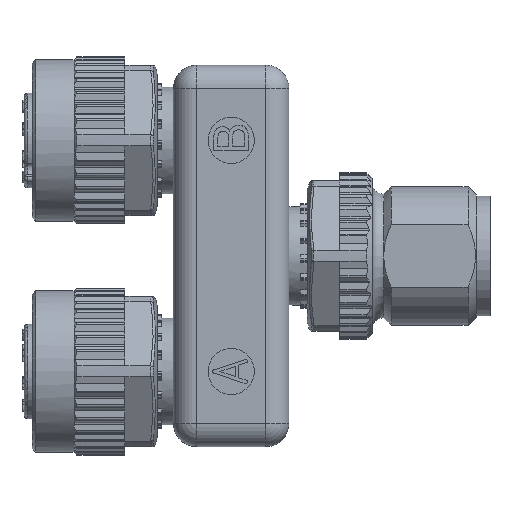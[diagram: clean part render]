
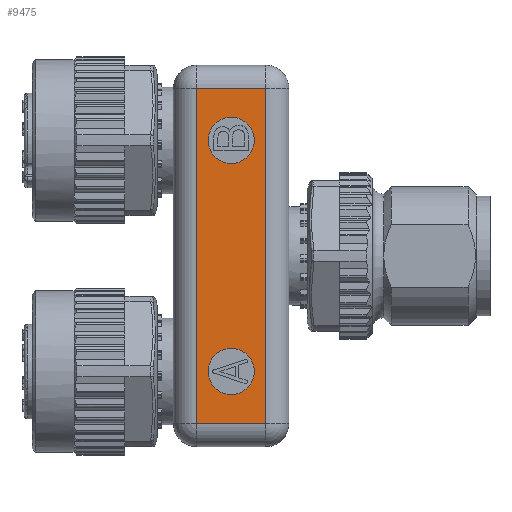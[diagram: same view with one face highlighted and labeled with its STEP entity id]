
A CAD part, top view. The second image highlights one B-rep face of the part: STEP entity #9475.
In plain terms, the highlighted planar face has unit normal (0, 0, 1).
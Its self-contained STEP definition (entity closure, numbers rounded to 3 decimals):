
#2095=PLANE('',#31709);
#5413=LINE('',#51504,#7629);
#5421=LINE('',#51544,#7637);
#5429=LINE('',#51570,#7645);
#5430=LINE('',#51572,#7646);
#7629=VECTOR('',#37501,1.);
#7637=VECTOR('',#37549,1.);
#7645=VECTOR('',#37583,1.);
#7646=VECTOR('',#37586,1.);
#9475=ADVANCED_FACE('',(#10809,#10810,#10811),#2095,.T.);
#10809=FACE_BOUND('',#12161,.T.);
#10810=FACE_BOUND('',#12162,.T.);
#10811=FACE_BOUND('',#12163,.T.);
#12161=EDGE_LOOP('',(#18387));
#12162=EDGE_LOOP('',(#18388));
#12163=EDGE_LOOP('',(#18389,#18390,#18391,#18392));
#18387=ORIENTED_EDGE('',*,*,#27263,.F.);
#18388=ORIENTED_EDGE('',*,*,#27265,.T.);
#18389=ORIENTED_EDGE('',*,*,#27255,.T.);
#18390=ORIENTED_EDGE('',*,*,#27240,.T.);
#18391=ORIENTED_EDGE('',*,*,#27256,.T.);
#18392=ORIENTED_EDGE('',*,*,#27220,.T.);
#23462=VERTEX_POINT('',#51489);
#23467=VERTEX_POINT('',#51503);
#23474=VERTEX_POINT('',#51530);
#23479=VERTEX_POINT('',#51543);
#23486=VERTEX_POINT('',#51584);
#23488=VERTEX_POINT('',#51589);
#27220=EDGE_CURVE('',#23462,#23467,#5413,.T.);
#27240=EDGE_CURVE('',#23474,#23479,#5421,.T.);
#27255=EDGE_CURVE('',#23467,#23474,#5429,.T.);
#27256=EDGE_CURVE('',#23479,#23462,#5430,.T.);
#27263=EDGE_CURVE('',#23486,#23486,#29533,.T.);
#27265=EDGE_CURVE('',#23488,#23488,#29535,.T.);
#29533=CIRCLE('',#31703,2.);
#29535=CIRCLE('',#31706,2.);
#31703=AXIS2_PLACEMENT_3D('',#51583,#37600,#37601);
#31706=AXIS2_PLACEMENT_3D('',#51588,#37606,#37607);
#31709=AXIS2_PLACEMENT_3D('',#51592,#37612,#37613);
#37501=DIRECTION('',(1.,0.,0.));
#37549=DIRECTION('',(-1.,0.,0.));
#37583=DIRECTION('',(0.,1.,0.));
#37586=DIRECTION('',(0.,-1.,0.));
#37600=DIRECTION('',(0.,0.,1.));
#37601=DIRECTION('',(1.,0.,0.));
#37606=DIRECTION('',(0.,0.,-1.));
#37607=DIRECTION('',(1.,0.,0.));
#37612=DIRECTION('',(0.,0.,1.));
#37613=DIRECTION('',(1.,0.,0.));
#51489=CARTESIAN_POINT('',(-2.5,-14.5,6.75));
#51503=CARTESIAN_POINT('',(3.5,-14.5,6.75));
#51504=CARTESIAN_POINT('',(3.5,-14.5,6.75));
#51530=CARTESIAN_POINT('',(3.5,14.5,6.75));
#51543=CARTESIAN_POINT('',(-2.5,14.5,6.75));
#51544=CARTESIAN_POINT('',(-2.5,14.5,6.75));
#51570=CARTESIAN_POINT('',(3.5,16.5,6.75));
#51572=CARTESIAN_POINT('',(-2.5,-16.5,6.75));
#51583=CARTESIAN_POINT('',(0.5,-10.,6.75));
#51584=CARTESIAN_POINT('',(2.5,-10.,6.75));
#51588=CARTESIAN_POINT('',(0.5,10.,6.75));
#51589=CARTESIAN_POINT('',(2.5,10.,6.75));
#51592=CARTESIAN_POINT('',(5.5,-16.5,6.75));
